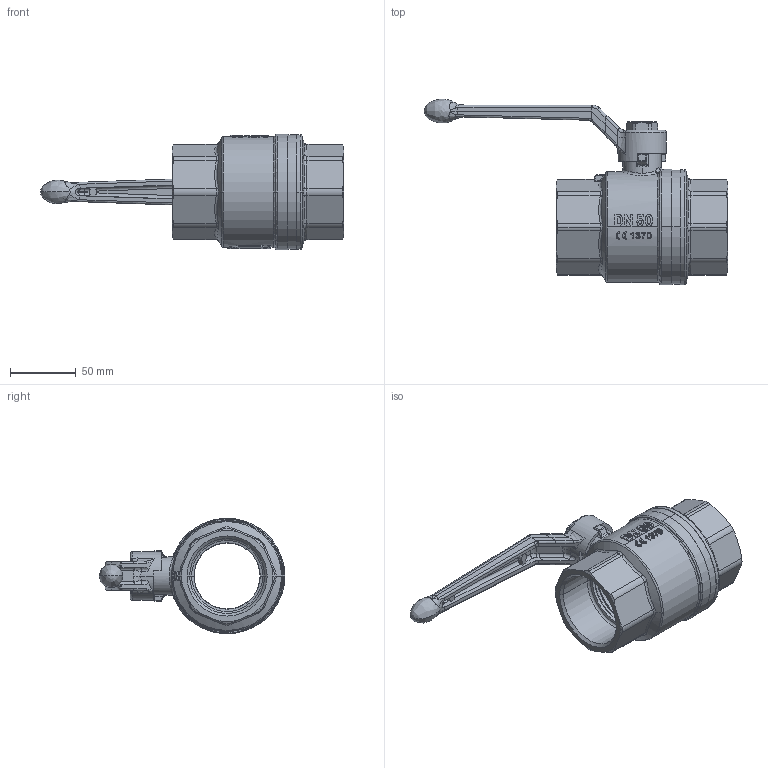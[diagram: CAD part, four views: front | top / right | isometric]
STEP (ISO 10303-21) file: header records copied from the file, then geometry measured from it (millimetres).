
FILE_DESCRIPTION(('CoCreate Modeling STEP Export'),'2;1');
FILE_NAME('880-2-STEP-KUNDE.stp','2014-11-05T14:47:38',(''),(''),'CoCreate Modeling STEP processor for AP214 (Solid Model)','CoCreate Modeling 16.50A 01-Dec-2009 (C) Parametric Technology GmbH','');
FILE_SCHEMA(('AUTOMOTIVE_DESIGN { 1 0 10303 214 1 1 1 1 }'));
Length unit declared in the file: millimetre
Products named in the file (31): T1; T2; T3; T4; T5; T6; T7; T8; T9; T10; T11; T12; T13; T14; T15; T16; T17; T18; T19; T20; T21; T22; T23; T24; T25; T26; T27; T28; T29; 0501N209-surface; 880-09
Assembly tree (30 placements, depth 3):
  880-09
    0501N209-surface
      T29
      T28
      T27
      T26
      T25
      T24
      T23
      T22
      T21
      T20
      T19
      T18
      T17
      T16
      T15
      T14
      T13
      T12
      T11
      T10
      T9
      T8
      T7
      T6
      T5
      T4
      T3
      T2
      T1
Bounding box: 229.92 x 140.69 x 87.5 mm (x, y, z)
Surface area: 79070.5 mm2 (no closed solid volume)
Topology: 0 solids, 29 shells, 722 faces, 2400 edges, 1663 vertices
Faces by surface type: plane 284, cylinder 180, bspline 140, cone 56, torus 53, sphere 8, extrusion 1
Entity records: 39938 total; most frequent: CARTESIAN_POINT 17542, ORIENTED_EDGE 4165, DIRECTION 3355, EDGE_CURVE 2386, VERTEX_POINT 1663, AXIS2_PLACEMENT_3D 1168, VECTOR 1019, LINE 1018
